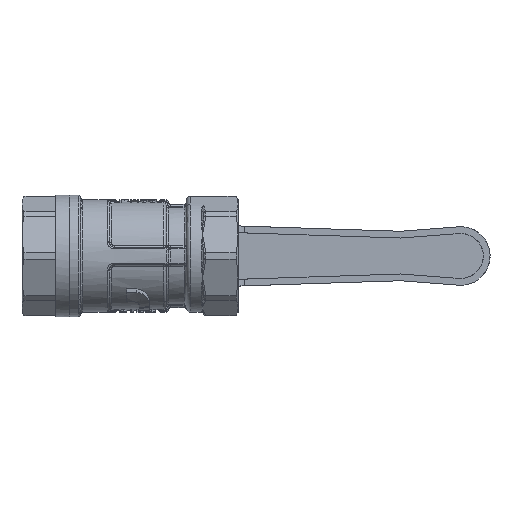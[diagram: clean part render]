
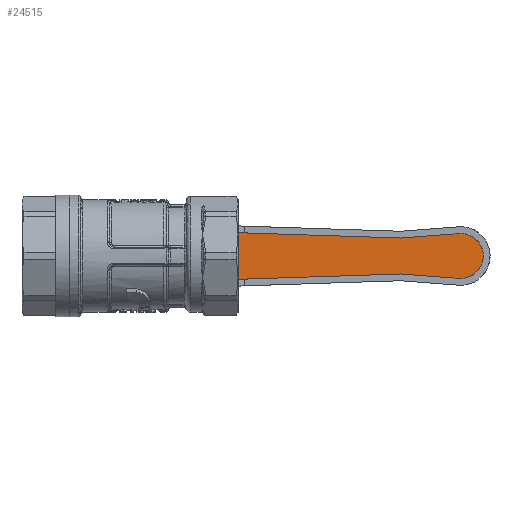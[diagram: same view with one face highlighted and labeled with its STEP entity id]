
A CAD part, front view. The second image highlights one B-rep face of the part: STEP entity #24515.
In plain terms, the highlighted planar face has unit normal (0, -1, 0).
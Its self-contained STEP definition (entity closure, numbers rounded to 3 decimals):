
#839 = CARTESIAN_POINT ( 'NONE',  ( 60.032, 37.5, 3.998 ) ) ;
#1544 = CARTESIAN_POINT ( 'NONE',  ( 22.657, 37.5, -5.228 ) ) ;
#1956 = ORIENTED_EDGE ( 'NONE', *, *, #33358, .F. ) ;
#2649 = VERTEX_POINT ( 'NONE', #17761 ) ;
#3062 = CARTESIAN_POINT ( 'NONE',  ( 47.574, 37.5, 4.408 ) ) ;
#3174 = EDGE_LOOP ( 'NONE', ( #29614, #47365, #29993, #13620, #51408, #41032, #1956, #35326 ) ) ;
#3585 = CARTESIAN_POINT ( 'NONE',  ( 77.475, 37.5, -3.051 ) ) ;
#3604 = CARTESIAN_POINT ( 'NONE',  ( 60.032, 37.5, -3.998 ) ) ;
#3924 = CARTESIAN_POINT ( 'NONE',  ( 76.005, 37.5, -4.34 ) ) ;
#4085 = VERTEX_POINT ( 'NONE', #11221 ) ;
#4920 = DIRECTION ( 'NONE',  ( 0., 1., 0. ) ) ;
#5397 = VERTEX_POINT ( 'NONE', #7212 ) ;
#5433 = CARTESIAN_POINT ( 'NONE',  ( 60.032, 37.5, -3.998 ) ) ;
#5786 = CARTESIAN_POINT ( 'NONE',  ( 73.124, 37.5, -4.986 ) ) ;
#6905 = VERTEX_POINT ( 'NONE', #14277 ) ;
#7212 = CARTESIAN_POINT ( 'NONE',  ( 73.124, 37.5, -4.986 ) ) ;
#7612 = CARTESIAN_POINT ( 'NONE',  ( 78.5, 37.5, -0.329 ) ) ;
#7785 = CARTESIAN_POINT ( 'NONE',  ( 74.156, 37.5, 5. ) ) ;
#7951 = CARTESIAN_POINT ( 'NONE',  ( 75.717, 37.5, 4.494 ) ) ;
#7981 = CARTESIAN_POINT ( 'NONE',  ( 73.5, 37.5, 5. ) ) ;
#8121 = CARTESIAN_POINT ( 'NONE',  ( 78.468, 37.5, 0.653 ) ) ;
#9800 = CARTESIAN_POINT ( 'NONE',  ( 22.657, 37.5, 1.743 ) ) ;
#9847 = CARTESIAN_POINT ( 'NONE',  ( 73.249, 37.5, -4.995 ) ) ;
#9917 = CARTESIAN_POINT ( 'NONE',  ( 22.657, 37.5, -5.228 ) ) ;
#10646 = EDGE_CURVE ( 'NONE', #2649, #11078, #40587, .T. ) ;
#10851 = CARTESIAN_POINT ( 'NONE',  ( 35.115, 37.5, -4.818 ) ) ;
#10968 = CARTESIAN_POINT ( 'NONE',  ( 73.124, 37.5, 4.986 ) ) ;
#11078 = VERTEX_POINT ( 'NONE', #45185 ) ;
#11221 = CARTESIAN_POINT ( 'NONE',  ( 60.032, 37.5, -3.998 ) ) ;
#11691 = CARTESIAN_POINT ( 'NONE',  ( 77.475, 37.5, 3.051 ) ) ;
#12370 = CARTESIAN_POINT ( 'NONE',  ( 77.84, 37.5, -2.505 ) ) ;
#13220 = B_SPLINE_CURVE_WITH_KNOTS ( 'NONE', 3,
 ( #47353, #43425, #3062, #14677 ),
 .UNSPECIFIED., .F., .F.,
 ( 4, 4 ),
 ( 0., 1. ),
 .UNSPECIFIED. ) ;
#13620 = ORIENTED_EDGE ( 'NONE', *, *, #10646, .F. ) ;
#13819 = B_SPLINE_CURVE_WITH_KNOTS ( 'NONE', 3,
 ( #3604, #34997, #10851, #39050 ),
 .UNSPECIFIED., .F., .F.,
 ( 4, 4 ),
 ( 0., 1. ),
 .UNSPECIFIED. ) ;
#14010 = CARTESIAN_POINT ( 'NONE',  ( 22.657, 37.5, 5.228 ) ) ;
#14277 = CARTESIAN_POINT ( 'NONE',  ( 73.5, 37.5, -5. ) ) ;
#14677 = CARTESIAN_POINT ( 'NONE',  ( 60.032, 37.5, 3.998 ) ) ;
#15751 = CARTESIAN_POINT ( 'NONE',  ( 74.806, 37.5, 4.871 ) ) ;
#16084 = CARTESIAN_POINT ( 'NONE',  ( 76.551, 37.5, 3.975 ) ) ;
#16247 = CARTESIAN_POINT ( 'NONE',  ( 77.268, 37.5, -3.303 ) ) ;
#17761 = CARTESIAN_POINT ( 'NONE',  ( 73.124, 37.5, 4.986 ) ) ;
#18631 = AXIS2_PLACEMENT_3D ( 'NONE', #48889, #4920, #32633 ) ;
#19044 = CARTESIAN_POINT ( 'NONE',  ( 68.76, 37.5, 4.657 ) ) ;
#22728 = CARTESIAN_POINT ( 'NONE',  ( 73.124, 37.5, -4.986 ) ) ;
#22856 = B_SPLINE_CURVE_WITH_KNOTS ( 'NONE', 3,
 ( #1544, #30261, #9800, #14010 ),
 .UNSPECIFIED., .F., .F.,
 ( 4, 4 ),
 ( 0., 1. ),
 .UNSPECIFIED. ) ;
#23686 = CARTESIAN_POINT ( 'NONE',  ( 75.11, 37.5, -4.745 ) ) ;
#24515 = ADVANCED_FACE ( 'NONE', ( #49202 ), #40890, .F. ) ;
#25280 = B_SPLINE_CURVE_WITH_KNOTS ( 'NONE', 3,
 ( #50469, #33851, #9847, #5786 ),
 .UNSPECIFIED., .F., .F.,
 ( 4, 4 ),
 ( 0., 1. ),
 .UNSPECIFIED. ) ;
#26009 = EDGE_CURVE ( 'NONE', #6905, #5397, #25280, .T. ) ;
#27574 = EDGE_CURVE ( 'NONE', #39422, #39211, #13220, .T. ) ;
#27749 = CARTESIAN_POINT ( 'NONE',  ( 78.468, 37.5, -0.653 ) ) ;
#28088 = CARTESIAN_POINT ( 'NONE',  ( 78.34, 37.5, -1.298 ) ) ;
#28255 = CARTESIAN_POINT ( 'NONE',  ( 73.828, 37.5, -5. ) ) ;
#28818 = CARTESIAN_POINT ( 'NONE',  ( 73.124, 37.5, 4.986 ) ) ;
#29614 = ORIENTED_EDGE ( 'NONE', *, *, #42295, .F. ) ;
#29724 = B_SPLINE_CURVE_WITH_KNOTS ( 'NONE', 3,
 ( #47155, #42521, #19044, #10968 ),
 .UNSPECIFIED., .F., .F.,
 ( 4, 4 ),
 ( 0., 1. ),
 .UNSPECIFIED. ) ;
#29993 = ORIENTED_EDGE ( 'NONE', *, *, #40829, .T. ) ;
#30261 = CARTESIAN_POINT ( 'NONE',  ( 22.657, 37.5, -1.743 ) ) ;
#30855 = CARTESIAN_POINT ( 'NONE',  ( 64.396, 37.5, -4.327 ) ) ;
#31813 = CARTESIAN_POINT ( 'NONE',  ( 74.153, 37.5, -4.968 ) ) ;
#32156 = CARTESIAN_POINT ( 'NONE',  ( 76.803, 37.5, 3.768 ) ) ;
#32317 = CARTESIAN_POINT ( 'NONE',  ( 76.551, 37.5, -3.975 ) ) ;
#32633 = DIRECTION ( 'NONE',  ( 1., 0., 0. ) ) ;
#33358 = EDGE_CURVE ( 'NONE', #48011, #39422, #22856, .T. ) ;
#33851 = CARTESIAN_POINT ( 'NONE',  ( 73.375, 37.5, -5. ) ) ;
#34975 = CARTESIAN_POINT ( 'NONE',  ( 73.5, 37.5, -5. ) ) ;
#34997 = CARTESIAN_POINT ( 'NONE',  ( 47.574, 37.5, -4.408 ) ) ;
#35326 = ORIENTED_EDGE ( 'NONE', *, *, #37747, .F. ) ;
#35826 = CARTESIAN_POINT ( 'NONE',  ( 78.34, 37.5, 1.298 ) ) ;
#36008 = CARTESIAN_POINT ( 'NONE',  ( 78.245, 37.5, 1.61 ) ) ;
#36353 = CARTESIAN_POINT ( 'NONE',  ( 78.5, 37.5, 0.329 ) ) ;
#36523 = CARTESIAN_POINT ( 'NONE',  ( 75.717, 37.5, -4.494 ) ) ;
#37004 = B_SPLINE_CURVE_WITH_KNOTS ( 'NONE', 3,
 ( #22728, #46571, #30855, #5433 ),
 .UNSPECIFIED., .F., .F.,
 ( 4, 4 ),
 ( 0., 1. ),
 .UNSPECIFIED. ) ;
#37747 = EDGE_CURVE ( 'NONE', #4085, #48011, #13819, .T. ) ;
#38088 = EDGE_CURVE ( 'NONE', #39211, #2649, #29724, .T. ) ;
#38636 = B_SPLINE_CURVE_WITH_KNOTS ( 'NONE', 3,
 ( #34975, #28255, #31813, #40409, #23686, #36523, #3924, #32317, #47898, #16247, #3585, #12370, #39897, #48071, #28088, #27749, #7612, #36353, #8121, #35826, #36008, #44132, #44481, #11691, #40234, #32156, #16084, #40579, #7951, #15751, #7785, #43957 ),
 .UNSPECIFIED., .F., .F.,
 ( 4, 2, 2, 2, 2, 2, 2, 2, 2, 2, 2, 2, 2, 2, 2, 4 ),
 ( 0., 0.063, 0.125, 0.188, 0.25, 0.313, 0.375, 0.438, 0.5, 0.563, 0.625, 0.688, 0.75, 0.813, 0.875, 1. ),
 .UNSPECIFIED. ) ;
#39050 = CARTESIAN_POINT ( 'NONE',  ( 22.657, 37.5, -5.228 ) ) ;
#39211 = VERTEX_POINT ( 'NONE', #839 ) ;
#39422 = VERTEX_POINT ( 'NONE', #50920 ) ;
#39897 = CARTESIAN_POINT ( 'NONE',  ( 77.994, 37.5, -2.217 ) ) ;
#40234 = CARTESIAN_POINT ( 'NONE',  ( 77.268, 37.5, 3.303 ) ) ;
#40409 = CARTESIAN_POINT ( 'NONE',  ( 74.798, 37.5, -4.84 ) ) ;
#40443 = CARTESIAN_POINT ( 'NONE',  ( 73.375, 37.5, 5. ) ) ;
#40579 = CARTESIAN_POINT ( 'NONE',  ( 76.005, 37.5, 4.34 ) ) ;
#40587 = B_SPLINE_CURVE_WITH_KNOTS ( 'NONE', 3,
 ( #28818, #44345, #40443, #7981 ),
 .UNSPECIFIED., .F., .F.,
 ( 4, 4 ),
 ( 0., 1. ),
 .UNSPECIFIED. ) ;
#40829 = EDGE_CURVE ( 'NONE', #6905, #11078, #38636, .T. ) ;
#40890 = PLANE ( 'NONE',  #18631 ) ;
#41032 = ORIENTED_EDGE ( 'NONE', *, *, #27574, .F. ) ;
#42295 = EDGE_CURVE ( 'NONE', #5397, #4085, #37004, .T. ) ;
#42521 = CARTESIAN_POINT ( 'NONE',  ( 64.396, 37.5, 4.327 ) ) ;
#43425 = CARTESIAN_POINT ( 'NONE',  ( 35.115, 37.5, 4.818 ) ) ;
#43957 = CARTESIAN_POINT ( 'NONE',  ( 73.5, 37.5, 5. ) ) ;
#44132 = CARTESIAN_POINT ( 'NONE',  ( 77.994, 37.5, 2.217 ) ) ;
#44345 = CARTESIAN_POINT ( 'NONE',  ( 73.249, 37.5, 4.995 ) ) ;
#44481 = CARTESIAN_POINT ( 'NONE',  ( 77.84, 37.5, 2.505 ) ) ;
#45185 = CARTESIAN_POINT ( 'NONE',  ( 73.5, 37.5, 5. ) ) ;
#46571 = CARTESIAN_POINT ( 'NONE',  ( 68.76, 37.5, -4.657 ) ) ;
#47155 = CARTESIAN_POINT ( 'NONE',  ( 60.032, 37.5, 3.998 ) ) ;
#47353 = CARTESIAN_POINT ( 'NONE',  ( 22.657, 37.5, 5.228 ) ) ;
#47365 = ORIENTED_EDGE ( 'NONE', *, *, #26009, .F. ) ;
#47898 = CARTESIAN_POINT ( 'NONE',  ( 76.803, 37.5, -3.768 ) ) ;
#48011 = VERTEX_POINT ( 'NONE', #9917 ) ;
#48071 = CARTESIAN_POINT ( 'NONE',  ( 78.245, 37.5, -1.61 ) ) ;
#48889 = CARTESIAN_POINT ( 'NONE',  ( 73.5, 37.5, 0. ) ) ;
#49202 = FACE_OUTER_BOUND ( 'NONE', #3174, .T. ) ;
#50469 = CARTESIAN_POINT ( 'NONE',  ( 73.5, 37.5, -5. ) ) ;
#50920 = CARTESIAN_POINT ( 'NONE',  ( 22.657, 37.5, 5.228 ) ) ;
#51408 = ORIENTED_EDGE ( 'NONE', *, *, #38088, .F. ) ;
